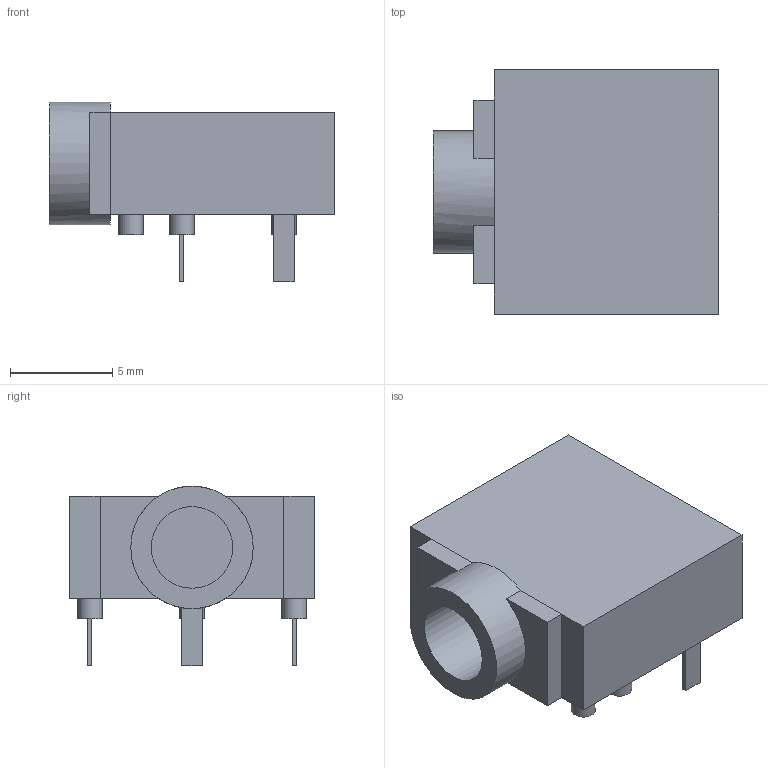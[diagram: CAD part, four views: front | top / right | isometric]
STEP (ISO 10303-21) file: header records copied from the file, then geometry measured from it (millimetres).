
FILE_DESCRIPTION(('FreeCAD Model'),'2;1');
FILE_NAME( 'Fusion002.step', '2020-09-30T13:47:28',('kicad StepUp'),('ksu MCAD'), 'Open CASCADE STEP processor 7.3','FreeCAD','Unknown');
FILE_SCHEMA(('AUTOMOTIVE_DESIGN { 1 0 10303 214 1 1 1 1 }'));
Length unit declared in the file: millimetre
Products named in the file (1): Fusion002
Bounding box: 14 x 12 x 8.8 mm (x, y, z)
Volume: 658.3 mm3; surface area: 720.3 mm2
Topology: 1 solids, 1 shells, 46 faces, 97 edges, 62 vertices
Faces by surface type: plane 39, cylinder 7
Full cylindrical faces by diameter (mm): 1.2 x5, 4 x1, 6 x1
Entity records: 2803 total; most frequent: CARTESIAN_POINT 408, DIRECTION 395, LINE 247, VECTOR 247, ORIENTED_EDGE 194, PCURVE 194, DEFINITIONAL_REPRESENTATION 194, EDGE_CURVE 97
